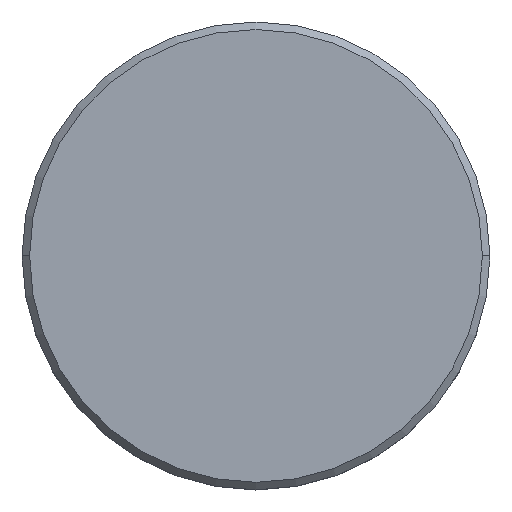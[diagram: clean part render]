
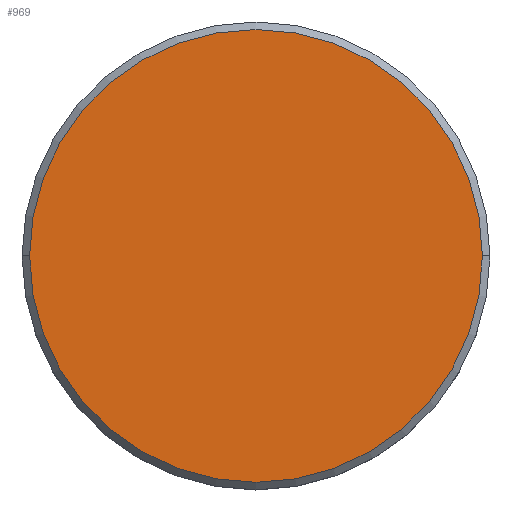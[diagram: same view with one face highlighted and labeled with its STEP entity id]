
A CAD part, top view. The second image highlights one B-rep face of the part: STEP entity #969.
In plain terms, the highlighted planar face has unit normal (0, 0, 1).
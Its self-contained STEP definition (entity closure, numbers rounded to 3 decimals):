
#92 = CIRCLE ( 'NONE', #753, 15. ) ;
#137 = CARTESIAN_POINT ( 'NONE',  ( -15., 0., 0. ) ) ;
#162 = PLANE ( 'NONE',  #285 ) ;
#256 = ORIENTED_EDGE ( 'NONE', *, *, #788, .T. ) ;
#267 = AXIS2_PLACEMENT_3D ( 'NONE', #1008, #666, #660 ) ;
#285 = AXIS2_PLACEMENT_3D ( 'NONE', #633, #1001, #541 ) ;
#508 = DIRECTION ( 'NONE',  ( 0., 0., 1. ) ) ;
#541 = DIRECTION ( 'NONE',  ( 1., 0., 0. ) ) ;
#601 = CIRCLE ( 'NONE', #267, 15. ) ;
#633 = CARTESIAN_POINT ( 'NONE',  ( 0., 0., 0. ) ) ;
#660 = DIRECTION ( 'NONE',  ( 1., 0., 0. ) ) ;
#666 = DIRECTION ( 'NONE',  ( 0., 0., 1. ) ) ;
#699 = CARTESIAN_POINT ( 'NONE',  ( 0., 0., 0. ) ) ;
#710 = FACE_OUTER_BOUND ( 'NONE', #1170, .T. ) ;
#753 = AXIS2_PLACEMENT_3D ( 'NONE', #699, #508, #1055 ) ;
#788 = EDGE_CURVE ( 'NONE', #1157, #821, #92, .T. ) ;
#821 = VERTEX_POINT ( 'NONE', #860 ) ;
#860 = CARTESIAN_POINT ( 'NONE',  ( 15., 0., 0. ) ) ;
#969 = ADVANCED_FACE ( 'NONE', ( #710 ), #162, .T. ) ;
#1001 = DIRECTION ( 'NONE',  ( 0., 0., 1. ) ) ;
#1008 = CARTESIAN_POINT ( 'NONE',  ( 0., 0., 0. ) ) ;
#1055 = DIRECTION ( 'NONE',  ( 1., 0., 0. ) ) ;
#1058 = EDGE_CURVE ( 'NONE', #821, #1157, #601, .T. ) ;
#1152 = ORIENTED_EDGE ( 'NONE', *, *, #1058, .T. ) ;
#1157 = VERTEX_POINT ( 'NONE', #137 ) ;
#1170 = EDGE_LOOP ( 'NONE', ( #256, #1152 ) ) ;
